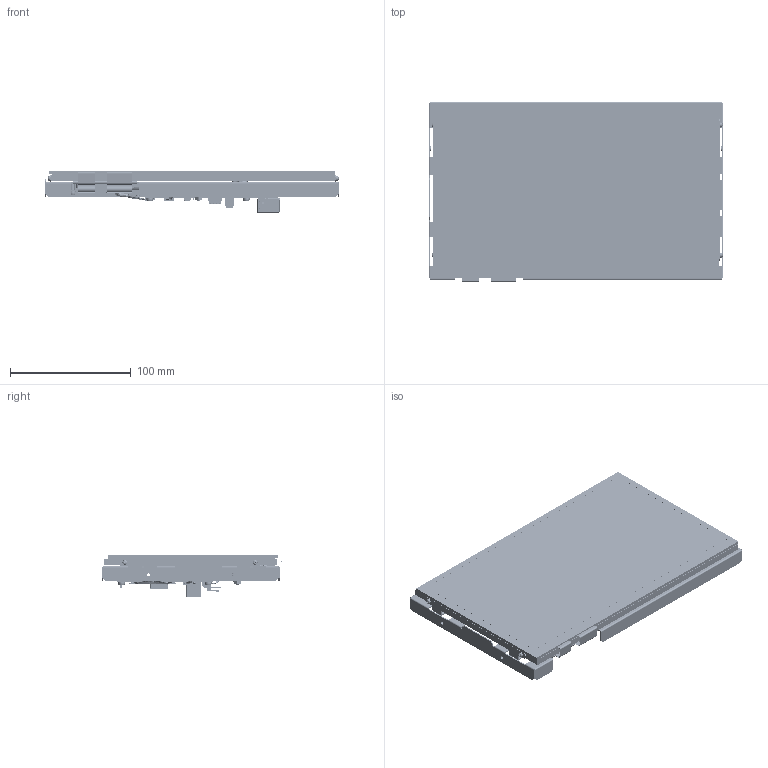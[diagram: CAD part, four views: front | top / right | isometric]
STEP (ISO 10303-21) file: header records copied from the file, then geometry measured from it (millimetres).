
FILE_DESCRIPTION(/* description */ (''),/* implementation_level */ '2;1');
FILE_NAME(/* name */ 'HP_TK-BPA101WS-11A3.stp',/* time_stamp */ '2023-07-27T15:45:38+09:00',/* author */ ('KIKOU-CAD2'),/* organization */ (''),/* preprocessor_version */ 'ST-DEVELOPER v18.1',/* originating_system */ 'Autodesk Inventor 2020',/* authorisation */ '');
FILE_SCHEMA (('AUTOMOTIVE_DESIGN { 1 0 10303 214 3 1 1 }'));
Products named in the file (1): HP_TK-BPA101WS-11A3
Bounding box: 244 x 148.95 x 34.97 mm (x, y, z)
Volume: 324191.6 mm3; surface area: 266608 mm2
Topology: 1 solids, 84 shells, 13189 faces, 37616 edges, 24497 vertices
Faces by surface type: plane 10476, cylinder 2331, bspline 154, cone 102, sphere 79, torus 47
Full cylindrical faces by diameter (mm): 0.31 x40, 0.37 x40, 0.5 x2, 0.55 x6, 0.6 x12, 0.61 x1, 1.567 x4, 1.754 x4, 2 x4, 2.1 x2, 2.113 x4, 2.459 x17, 3 x1, 3.2 x2, 3.5 x8, 3.6 x16, 4 x5, 4.15 x4, 4.2 x4, 6.2 x9, 8 x2
Entity records: 435149 total; most frequent: CARTESIAN_POINT 86424, ORIENTED_EDGE 75240, DIRECTION 68802, EDGE_CURVE 37634, LINE 31226, VECTOR 31226, VERTEX_POINT 24505, AXIS2_PLACEMENT_3D 18788
